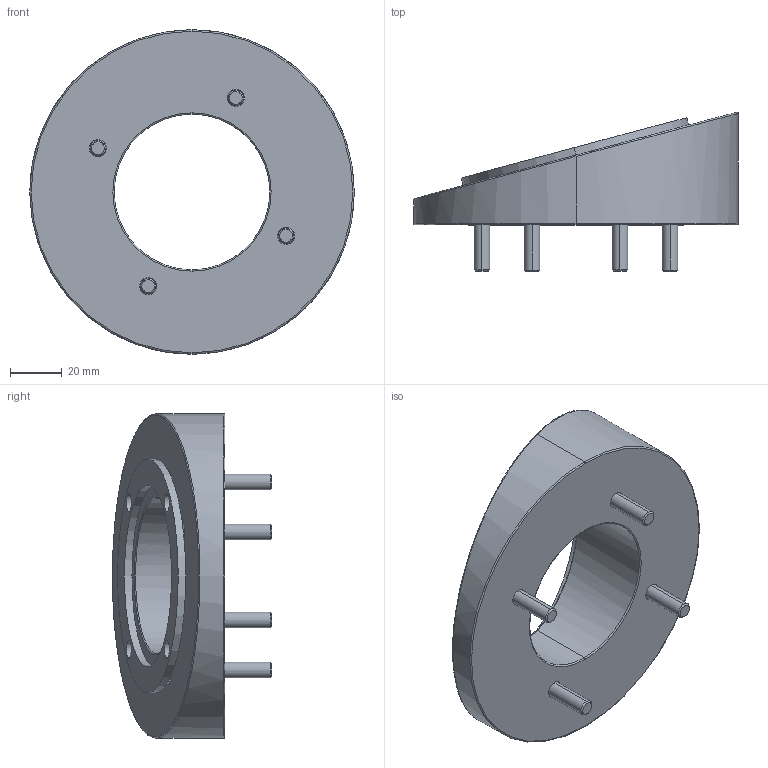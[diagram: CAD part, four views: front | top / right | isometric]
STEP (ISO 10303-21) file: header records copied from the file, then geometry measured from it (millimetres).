
FILE_DESCRIPTION (( 'STEP AP214' ), '1' );
FILE_NAME ('49477600.STEP', '2009-01-09T08:36:40', ( ' ' ), ( '' ), 'SwSTEP 2.0', 'SolidWorks 2008', '' );
FILE_SCHEMA (( 'AUTOMOTIVE_DESIGN' ));
Length unit declared in the file: millimetre
Products named in the file (4): 49477600; 93264_Standard; 82397_Standard; 84349_Standard
Assembly tree (6 placements, depth 2):
  49477600
    93264_Standard  x4
    82397_Standard
    84349_Standard
Bounding box: 125 x 61.34 x 125 mm (x, y, z)
Volume: 252062.2 mm3; surface area: 48701.6 mm2
Topology: 6 solids, 6 shells, 180 faces, 404 edges, 236 vertices
Faces by surface type: plane 68, cylinder 56, cone 32, bspline 20, torus 4
Entity records: 3675 total; most frequent: CARTESIAN_POINT 1337, DIRECTION 466, ORIENTED_EDGE 416, EDGE_CURVE 208, AXIS2_PLACEMENT_3D 192, VERTEX_POINT 131, EDGE_LOOP 123, CIRCLE 98
